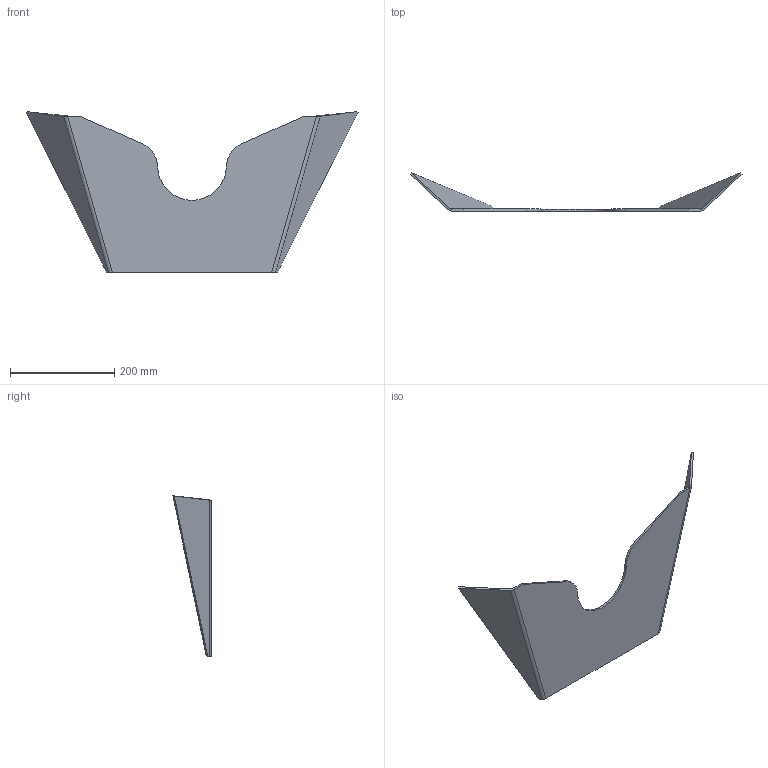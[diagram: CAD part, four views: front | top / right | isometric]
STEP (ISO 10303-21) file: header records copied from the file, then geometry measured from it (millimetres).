
FILE_DESCRIPTION(('STEP AP214'),'1');
FILE_NAME('tmp0.stp','2023-02-01T16:52:35',(' '),(' '),'Spatial InterOp 3D',' ',' ');
FILE_SCHEMA(('automotive_design'));
Length unit declared in the file: millimetre
Products named in the file (1): 1
Bounding box: 638.05 x 73.54 x 308.54 mm (x, y, z)
Volume: 492925.8 mm3; surface area: 253936.3 mm2
Topology: 1 solids, 1 shells, 28 faces, 62 edges, 36 vertices
Faces by surface type: plane 17, cylinder 7, bspline 4
Entity records: 1093 total; most frequent: CARTESIAN_POINT 255, ORIENTED_EDGE 124, DIRECTION 110, EDGE_CURVE 62, LINE 48, VECTOR 48, VERTEX_POINT 36, AXIS2_PLACEMENT_3D 31
